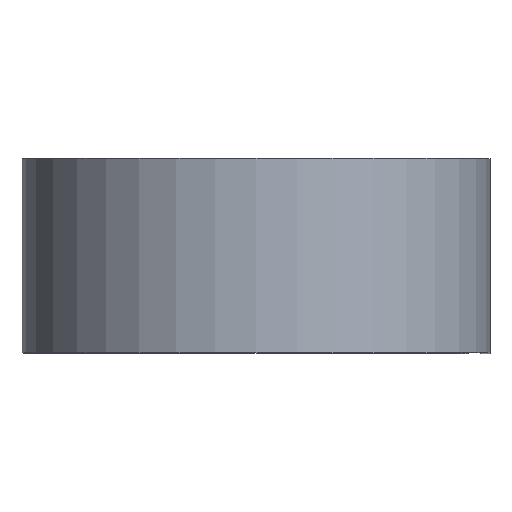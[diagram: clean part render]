
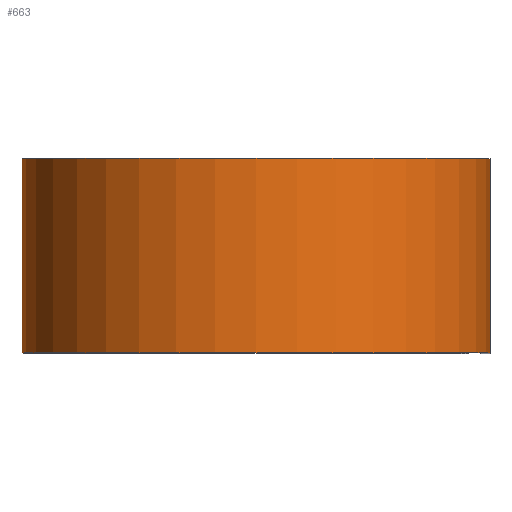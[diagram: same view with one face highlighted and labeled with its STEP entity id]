
A CAD part, top view. The second image highlights one B-rep face of the part: STEP entity #663.
In plain terms, the highlighted cylindrical face has radius 30.582 mm (diameter 61.163 mm), a partial arc.
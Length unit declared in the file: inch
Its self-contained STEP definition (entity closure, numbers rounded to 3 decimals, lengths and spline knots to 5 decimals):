
#18 = CARTESIAN_POINT ( 'NONE',  ( 0., 0.5, -1.204 ) ) ;
#110 = CARTESIAN_POINT ( 'NONE',  ( 1.204, 0.5, 0. ) ) ;
#131 = DIRECTION ( 'NONE',  ( 0., 0., -1. ) ) ;
#136 = VECTOR ( 'NONE', #684, 39.37008 ) ;
#180 = AXIS2_PLACEMENT_3D ( 'NONE', #709, #711, #725 ) ;
#192 = AXIS2_PLACEMENT_3D ( 'NONE', #316, #591, #131 ) ;
#199 = EDGE_CURVE ( 'NONE', #631, #451, #308, .T. ) ;
#282 = CARTESIAN_POINT ( 'NONE',  ( 1.204, -0.5, 0. ) ) ;
#308 = CIRCLE ( 'NONE', #180, 1.204 ) ;
#316 = CARTESIAN_POINT ( 'NONE',  ( 0., 0.5, 0. ) ) ;
#371 = ORIENTED_EDGE ( 'NONE', *, *, #668, .T. ) ;
#379 = FACE_OUTER_BOUND ( 'NONE', #481, .T. ) ;
#392 = EDGE_CURVE ( 'NONE', #451, #714, #655, .T. ) ;
#393 = CARTESIAN_POINT ( 'NONE',  ( 0., -0.5, -1.204 ) ) ;
#396 = LINE ( 'NONE', #511, #722 ) ;
#411 = CYLINDRICAL_SURFACE ( 'NONE', #192, 1.204 ) ;
#444 = EDGE_CURVE ( 'NONE', #594, #714, #703, .T. ) ;
#451 = VERTEX_POINT ( 'NONE', #110 ) ;
#461 = DIRECTION ( 'NONE',  ( 0., -1., 0. ) ) ;
#471 = DIRECTION ( 'NONE',  ( 0., 1., 0. ) ) ;
#481 = EDGE_LOOP ( 'NONE', ( #699, #679, #664, #371 ) ) ;
#511 = CARTESIAN_POINT ( 'NONE',  ( 0., 0.5, -1.204 ) ) ;
#550 = CARTESIAN_POINT ( 'NONE',  ( 0., -0.5, 0. ) ) ;
#591 = DIRECTION ( 'NONE',  ( 0., -1., 0. ) ) ;
#594 = VERTEX_POINT ( 'NONE', #393 ) ;
#618 = DIRECTION ( 'NONE',  ( 1., 0., 0. ) ) ;
#622 = CARTESIAN_POINT ( 'NONE',  ( 1.204, 0.5, 0. ) ) ;
#631 = VERTEX_POINT ( 'NONE', #18 ) ;
#655 = LINE ( 'NONE', #622, #136 ) ;
#663 = ADVANCED_FACE ( 'NONE', ( #379 ), #411, .T. ) ;
#664 = ORIENTED_EDGE ( 'NONE', *, *, #199, .F. ) ;
#668 = EDGE_CURVE ( 'NONE', #631, #594, #396, .T. ) ;
#679 = ORIENTED_EDGE ( 'NONE', *, *, #392, .F. ) ;
#684 = DIRECTION ( 'NONE',  ( 0., -1., 0. ) ) ;
#699 = ORIENTED_EDGE ( 'NONE', *, *, #444, .T. ) ;
#703 = CIRCLE ( 'NONE', #704, 1.204 ) ;
#704 = AXIS2_PLACEMENT_3D ( 'NONE', #550, #471, #618 ) ;
#709 = CARTESIAN_POINT ( 'NONE',  ( 0., 0.5, 0. ) ) ;
#711 = DIRECTION ( 'NONE',  ( 0., 1., 0. ) ) ;
#714 = VERTEX_POINT ( 'NONE', #282 ) ;
#722 = VECTOR ( 'NONE', #461, 39.37008 ) ;
#725 = DIRECTION ( 'NONE',  ( 1., 0., 0. ) ) ;
